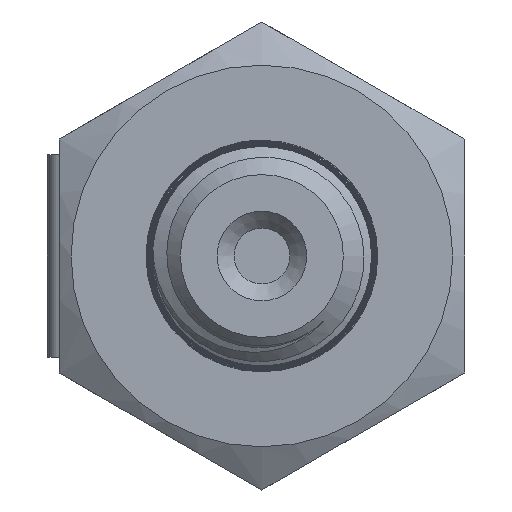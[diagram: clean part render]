
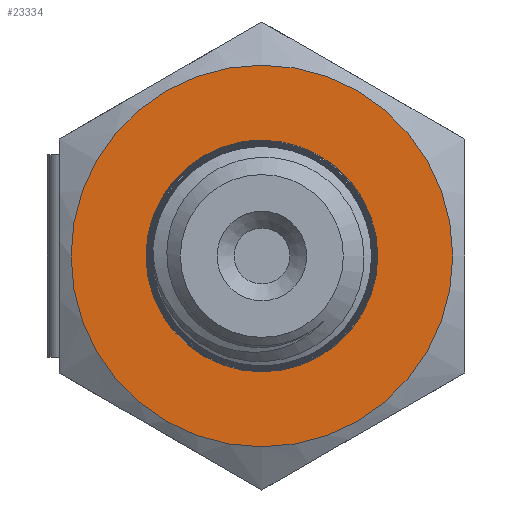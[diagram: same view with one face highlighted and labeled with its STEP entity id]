
A CAD part, left-side view. The second image highlights one B-rep face of the part: STEP entity #23334.
In plain terms, the highlighted planar face has unit normal (-1, 0, 0).
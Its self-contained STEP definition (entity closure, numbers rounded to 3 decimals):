
#530=FACE_BOUND('',#3205,.T.);
#644=PLANE('',#24616);
#1845=FACE_OUTER_BOUND('',#3204,.T.);
#3204=EDGE_LOOP('',(#17483));
#3205=EDGE_LOOP('',(#17484));
#4313=CIRCLE('',#24425,6.86);
#4410=CIRCLE('',#24607,11.3);
#10004=VERTEX_POINT('',#33873);
#10522=VERTEX_POINT('',#42107);
#12332=EDGE_CURVE('',#10004,#10004,#4313,.T.);
#13108=EDGE_CURVE('',#10522,#10522,#4410,.T.);
#17483=ORIENTED_EDGE('',*,*,#13108,.T.);
#17484=ORIENTED_EDGE('',*,*,#12332,.T.);
#23334=ADVANCED_FACE('',(#1845,#530),#644,.T.);
#24425=AXIS2_PLACEMENT_3D('',#33874,#26309,#26310);
#24607=AXIS2_PLACEMENT_3D('',#42109,#27030,#27031);
#24616=AXIS2_PLACEMENT_3D('',#42126,#27055,#27056);
#26309=DIRECTION('center_axis',(1.,0.,0.));
#26310=DIRECTION('ref_axis',(0.,0.,-1.));
#27030=DIRECTION('center_axis',(-1.,0.,0.));
#27031=DIRECTION('ref_axis',(0.,1.,0.));
#27055=DIRECTION('center_axis',(-1.,0.,0.));
#27056=DIRECTION('ref_axis',(0.,0.,1.));
#33873=CARTESIAN_POINT('',(14.,-6.86,0.));
#33874=CARTESIAN_POINT('Origin',(14.,0.,0.));
#42107=CARTESIAN_POINT('',(14.,-11.3,0.));
#42109=CARTESIAN_POINT('Origin',(14.,0.,0.));
#42126=CARTESIAN_POINT('Origin',(14.,12.,0.));
